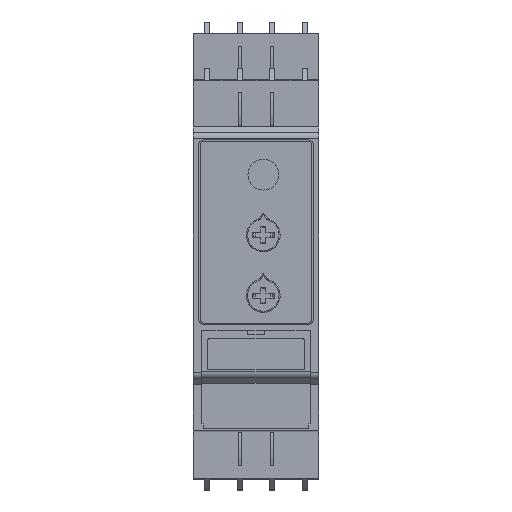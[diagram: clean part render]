
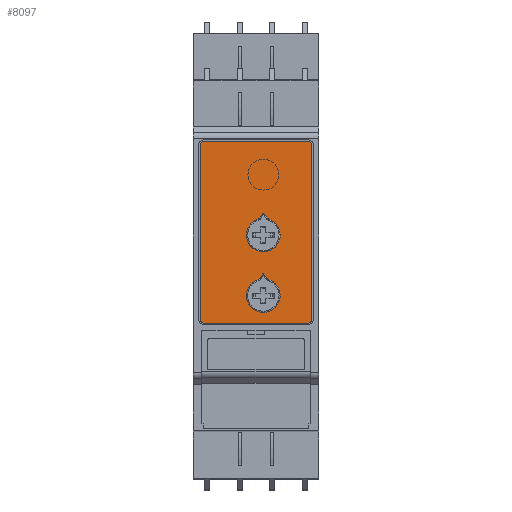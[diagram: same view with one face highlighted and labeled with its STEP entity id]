
A CAD part, top view. The second image highlights one B-rep face of the part: STEP entity #8097.
In plain terms, the highlighted planar face has unit normal (0, 0, 1).
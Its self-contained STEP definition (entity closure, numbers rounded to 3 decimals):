
#733=LINE('',#12520,#1683);
#736=LINE('',#12532,#1686);
#738=LINE('',#12539,#1688);
#739=LINE('',#12543,#1689);
#740=LINE('',#12547,#1690);
#741=LINE('',#12551,#1691);
#742=LINE('',#12559,#1692);
#743=LINE('',#12563,#1693);
#1683=VECTOR('',#9965,10.);
#1686=VECTOR('',#9972,10.);
#1688=VECTOR('',#9980,10.);
#1689=VECTOR('',#9983,10.);
#1690=VECTOR('',#9986,10.);
#1691=VECTOR('',#9989,10.);
#1692=VECTOR('',#9996,10.);
#1693=VECTOR('',#9999,10.);
#2016=FACE_BOUND('',#2678,.T.);
#2017=FACE_BOUND('',#2679,.T.);
#2262=FACE_OUTER_BOUND('',#2677,.T.);
#2677=EDGE_LOOP('',(#6003,#6004,#6005,#6006,#6007,#6008,#6009,#6010));
#2678=EDGE_LOOP('',(#6011,#6012,#6013,#6014,#6015,#6016));
#2679=EDGE_LOOP('',(#6017,#6018,#6019,#6020,#6021,#6022));
#2959=CIRCLE('',#8549,3.);
#2964=CIRCLE('',#8558,0.5);
#2965=CIRCLE('',#8560,0.5);
#2966=CIRCLE('',#8565,0.1);
#2967=CIRCLE('',#8567,0.75);
#2968=CIRCLE('',#8568,0.75);
#2969=CIRCLE('',#8569,0.75);
#2970=CIRCLE('',#8570,0.75);
#2971=CIRCLE('',#8571,3.);
#2972=CIRCLE('',#8572,0.5);
#2973=CIRCLE('',#8573,0.1);
#2974=CIRCLE('',#8574,0.5);
#3597=VERTEX_POINT('',#12481);
#3598=VERTEX_POINT('',#12483);
#3603=VERTEX_POINT('',#12511);
#3604=VERTEX_POINT('',#12515);
#3605=VERTEX_POINT('',#12519);
#3607=VERTEX_POINT('',#12531);
#3608=VERTEX_POINT('',#12537);
#3609=VERTEX_POINT('',#12538);
#3610=VERTEX_POINT('',#12540);
#3611=VERTEX_POINT('',#12542);
#3612=VERTEX_POINT('',#12544);
#3613=VERTEX_POINT('',#12546);
#3614=VERTEX_POINT('',#12548);
#3615=VERTEX_POINT('',#12550);
#3616=VERTEX_POINT('',#12553);
#3617=VERTEX_POINT('',#12554);
#3618=VERTEX_POINT('',#12556);
#3619=VERTEX_POINT('',#12558);
#3620=VERTEX_POINT('',#12560);
#3621=VERTEX_POINT('',#12562);
#4529=EDGE_CURVE('',#3597,#3598,#2959,.T.);
#4537=EDGE_CURVE('',#3598,#3603,#2964,.T.);
#4539=EDGE_CURVE('',#3604,#3597,#2965,.T.);
#4541=EDGE_CURVE('',#3603,#3605,#733,.T.);
#4545=EDGE_CURVE('',#3607,#3604,#736,.T.);
#4547=EDGE_CURVE('',#3605,#3607,#2966,.T.);
#4548=EDGE_CURVE('',#3608,#3609,#738,.T.);
#4549=EDGE_CURVE('',#3609,#3610,#2967,.T.);
#4550=EDGE_CURVE('',#3610,#3611,#739,.T.);
#4551=EDGE_CURVE('',#3611,#3612,#2968,.T.);
#4552=EDGE_CURVE('',#3612,#3613,#740,.T.);
#4553=EDGE_CURVE('',#3613,#3614,#2969,.T.);
#4554=EDGE_CURVE('',#3614,#3615,#741,.T.);
#4555=EDGE_CURVE('',#3615,#3608,#2970,.T.);
#4556=EDGE_CURVE('',#3616,#3617,#2971,.T.);
#4557=EDGE_CURVE('',#3617,#3618,#2972,.T.);
#4558=EDGE_CURVE('',#3618,#3619,#742,.T.);
#4559=EDGE_CURVE('',#3619,#3620,#2973,.T.);
#4560=EDGE_CURVE('',#3620,#3621,#743,.T.);
#4561=EDGE_CURVE('',#3621,#3616,#2974,.T.);
#6003=ORIENTED_EDGE('',*,*,#4548,.T.);
#6004=ORIENTED_EDGE('',*,*,#4549,.T.);
#6005=ORIENTED_EDGE('',*,*,#4550,.T.);
#6006=ORIENTED_EDGE('',*,*,#4551,.T.);
#6007=ORIENTED_EDGE('',*,*,#4552,.T.);
#6008=ORIENTED_EDGE('',*,*,#4553,.T.);
#6009=ORIENTED_EDGE('',*,*,#4554,.T.);
#6010=ORIENTED_EDGE('',*,*,#4555,.T.);
#6011=ORIENTED_EDGE('',*,*,#4556,.T.);
#6012=ORIENTED_EDGE('',*,*,#4557,.T.);
#6013=ORIENTED_EDGE('',*,*,#4558,.T.);
#6014=ORIENTED_EDGE('',*,*,#4559,.T.);
#6015=ORIENTED_EDGE('',*,*,#4560,.T.);
#6016=ORIENTED_EDGE('',*,*,#4561,.T.);
#6017=ORIENTED_EDGE('',*,*,#4529,.T.);
#6018=ORIENTED_EDGE('',*,*,#4537,.T.);
#6019=ORIENTED_EDGE('',*,*,#4541,.T.);
#6020=ORIENTED_EDGE('',*,*,#4547,.T.);
#6021=ORIENTED_EDGE('',*,*,#4545,.T.);
#6022=ORIENTED_EDGE('',*,*,#4539,.T.);
#7335=PLANE('',#8566);
#8097=ADVANCED_FACE('',(#2262,#2016,#2017),#7335,.T.);
#8549=AXIS2_PLACEMENT_3D('',#12485,#9936,#9937);
#8558=AXIS2_PLACEMENT_3D('',#12512,#9955,#9956);
#8560=AXIS2_PLACEMENT_3D('',#12516,#9960,#9961);
#8565=AXIS2_PLACEMENT_3D('',#12535,#9976,#9977);
#8566=AXIS2_PLACEMENT_3D('',#12536,#9978,#9979);
#8567=AXIS2_PLACEMENT_3D('',#12541,#9981,#9982);
#8568=AXIS2_PLACEMENT_3D('',#12545,#9984,#9985);
#8569=AXIS2_PLACEMENT_3D('',#12549,#9987,#9988);
#8570=AXIS2_PLACEMENT_3D('',#12552,#9990,#9991);
#8571=AXIS2_PLACEMENT_3D('',#12555,#9992,#9993);
#8572=AXIS2_PLACEMENT_3D('',#12557,#9994,#9995);
#8573=AXIS2_PLACEMENT_3D('',#12561,#9997,#9998);
#8574=AXIS2_PLACEMENT_3D('',#12564,#10000,#10001);
#9936=DIRECTION('center_axis',(0.,0.,
-1.));
#9937=DIRECTION('ref_axis',(0.994,0.109,0.));
#9955=DIRECTION('center_axis',(0.,0.,
1.));
#9956=DIRECTION('ref_axis',(0.739,-0.674,0.));
#9960=DIRECTION('center_axis',(0.,0.,
1.));
#9961=DIRECTION('ref_axis',(-0.739,-0.674,0.));
#9965=DIRECTION('',(0.574,0.819,0.));
#9972=DIRECTION('',(0.574,-0.819,0.));
#9976=DIRECTION('center_axis',(0.,0.,
-1.));
#9977=DIRECTION('ref_axis',(-0.545,0.838,0.));
#9978=DIRECTION('center_axis',(0.,0.,
1.));
#9979=DIRECTION('ref_axis',(0.,-1.,0.));
#9980=DIRECTION('',(-1.,0.,0.));
#9981=DIRECTION('center_axis',(0.,0.,
1.));
#9982=DIRECTION('ref_axis',(0.,1.,0.));
#9983=DIRECTION('',(0.,-1.,0.));
#9984=DIRECTION('center_axis',(0.,0.,
1.));
#9985=DIRECTION('ref_axis',(-1.,0.,0.));
#9986=DIRECTION('',(1.,0.,0.));
#9987=DIRECTION('center_axis',(0.,0.,
1.));
#9988=DIRECTION('ref_axis',(0.,-1.,0.));
#9989=DIRECTION('',(0.,1.,0.));
#9990=DIRECTION('center_axis',(0.,0.,
1.));
#9991=DIRECTION('ref_axis',(1.,0.,0.));
#9992=DIRECTION('center_axis',(0.,0.,
-1.));
#9993=DIRECTION('ref_axis',(0.994,0.109,0.));
#9994=DIRECTION('center_axis',(0.,0.,
1.));
#9995=DIRECTION('ref_axis',(0.739,-0.674,0.));
#9996=DIRECTION('',(0.574,0.819,0.));
#9997=DIRECTION('center_axis',(0.,0.,
-1.));
#9998=DIRECTION('ref_axis',(-0.545,0.838,0.));
#9999=DIRECTION('',(0.574,-0.819,0.));
#10000=DIRECTION('center_axis',(0.,0.,
1.));
#10001=DIRECTION('ref_axis',(-0.739,-0.674,0.));
#12481=CARTESIAN_POINT('',(2.236,-3.646,98.897));
#12483=CARTESIAN_POINT('',(0.384,-3.646,98.897));
#12485=CARTESIAN_POINT('Origin',(1.31,-6.5,98.897));
#12511=CARTESIAN_POINT('',(0.639,-3.458,98.897));
#12512=CARTESIAN_POINT('Origin',(0.23,-3.171,98.897));
#12515=CARTESIAN_POINT('',(1.981,-3.458,98.897));
#12516=CARTESIAN_POINT('Origin',(2.39,-3.171,98.897));
#12519=CARTESIAN_POINT('',(1.228,-2.617,98.897));
#12520=CARTESIAN_POINT('',(2.628,-0.618,98.897));
#12531=CARTESIAN_POINT('',(1.392,-2.617,98.897));
#12532=CARTESIAN_POINT('',(-0.439,-0.002,98.897));
#12535=CARTESIAN_POINT('Origin',(1.31,-2.674,98.897));
#12536=CARTESIAN_POINT('Origin',(0.,4.829,
98.897));
#12537=CARTESIAN_POINT('',(9.25,21.079,98.897));
#12538=CARTESIAN_POINT('',(-9.25,21.079,98.897));
#12539=CARTESIAN_POINT('',(9.25,21.079,98.897));
#12540=CARTESIAN_POINT('',(-10.,20.329,98.897));
#12541=CARTESIAN_POINT('Origin',(-9.25,20.329,98.897));
#12542=CARTESIAN_POINT('',(-10.,-10.671,98.897));
#12543=CARTESIAN_POINT('',(-10.,20.329,98.897));
#12544=CARTESIAN_POINT('',(-9.25,-11.421,98.897));
#12545=CARTESIAN_POINT('Origin',(-9.25,-10.671,98.897));
#12546=CARTESIAN_POINT('',(9.25,-11.421,98.897));
#12547=CARTESIAN_POINT('',(-9.25,-11.421,98.897));
#12548=CARTESIAN_POINT('',(10.,-10.671,98.897));
#12549=CARTESIAN_POINT('Origin',(9.25,-10.671,98.897));
#12550=CARTESIAN_POINT('',(10.,20.329,98.897));
#12551=CARTESIAN_POINT('',(10.,-10.671,98.897));
#12552=CARTESIAN_POINT('Origin',(9.25,20.329,98.897));
#12553=CARTESIAN_POINT('',(2.236,7.154,98.897));
#12554=CARTESIAN_POINT('',(0.384,7.154,98.897));
#12555=CARTESIAN_POINT('Origin',(1.31,4.3,98.897));
#12556=CARTESIAN_POINT('',(0.639,7.342,98.897));
#12557=CARTESIAN_POINT('Origin',(0.23,7.629,98.897));
#12558=CARTESIAN_POINT('',(1.228,8.183,98.897));
#12559=CARTESIAN_POINT('',(0.091,6.559,98.897));
#12560=CARTESIAN_POINT('',(1.392,8.183,98.897));
#12561=CARTESIAN_POINT('Origin',(1.31,8.126,98.897));
#12562=CARTESIAN_POINT('',(1.981,7.342,98.897));
#12563=CARTESIAN_POINT('',(2.098,7.174,98.897));
#12564=CARTESIAN_POINT('Origin',(2.39,7.629,98.897));
